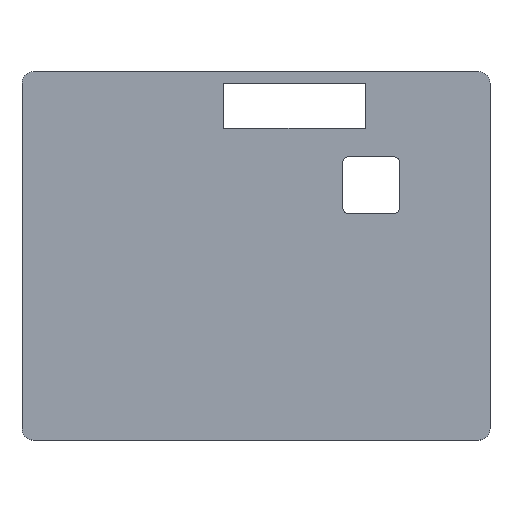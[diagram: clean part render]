
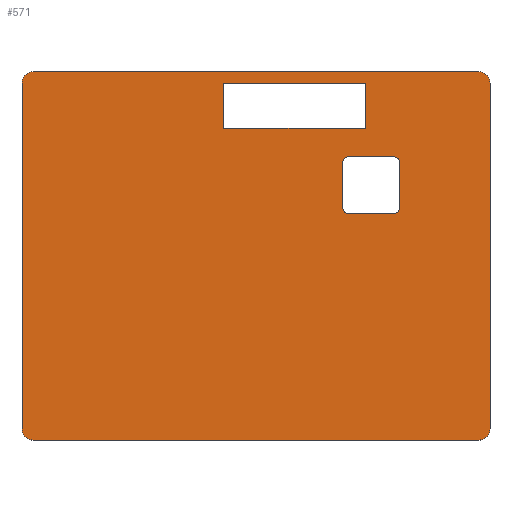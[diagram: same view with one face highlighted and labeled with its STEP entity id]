
A CAD part, top view. The second image highlights one B-rep face of the part: STEP entity #571.
In plain terms, the highlighted planar face has unit normal (0, 0, 1).
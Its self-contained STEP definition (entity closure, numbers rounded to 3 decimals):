
#40=CIRCLE('',#623,1.);
#41=CIRCLE('',#624,1.);
#42=CIRCLE('',#625,1.);
#43=CIRCLE('',#626,1.);
#44=CIRCLE('',#627,0.5);
#45=CIRCLE('',#628,0.5);
#46=CIRCLE('',#629,0.5);
#47=CIRCLE('',#630,0.5);
#76=ORIENTED_EDGE('',*,*,#244,.T.);
#77=ORIENTED_EDGE('',*,*,#245,.T.);
#78=ORIENTED_EDGE('',*,*,#246,.T.);
#79=ORIENTED_EDGE('',*,*,#247,.T.);
#80=ORIENTED_EDGE('',*,*,#248,.T.);
#81=ORIENTED_EDGE('',*,*,#249,.T.);
#82=ORIENTED_EDGE('',*,*,#250,.T.);
#83=ORIENTED_EDGE('',*,*,#251,.T.);
#84=ORIENTED_EDGE('',*,*,#252,.T.);
#85=ORIENTED_EDGE('',*,*,#253,.T.);
#86=ORIENTED_EDGE('',*,*,#254,.T.);
#87=ORIENTED_EDGE('',*,*,#255,.T.);
#88=ORIENTED_EDGE('',*,*,#256,.T.);
#89=ORIENTED_EDGE('',*,*,#257,.T.);
#90=ORIENTED_EDGE('',*,*,#258,.T.);
#91=ORIENTED_EDGE('',*,*,#259,.T.);
#92=ORIENTED_EDGE('',*,*,#260,.T.);
#93=ORIENTED_EDGE('',*,*,#261,.T.);
#94=ORIENTED_EDGE('',*,*,#262,.T.);
#95=ORIENTED_EDGE('',*,*,#263,.T.);
#244=EDGE_CURVE('',#328,#329,#376,.T.);
#245=EDGE_CURVE('',#329,#330,#40,.T.);
#246=EDGE_CURVE('',#330,#331,#377,.T.);
#247=EDGE_CURVE('',#331,#332,#41,.T.);
#248=EDGE_CURVE('',#332,#333,#378,.T.);
#249=EDGE_CURVE('',#333,#334,#42,.T.);
#250=EDGE_CURVE('',#334,#335,#379,.T.);
#251=EDGE_CURVE('',#335,#328,#43,.T.);
#252=EDGE_CURVE('',#336,#337,#380,.T.);
#253=EDGE_CURVE('',#337,#338,#381,.T.);
#254=EDGE_CURVE('',#338,#339,#382,.T.);
#255=EDGE_CURVE('',#339,#336,#383,.T.);
#256=EDGE_CURVE('',#340,#341,#384,.T.);
#257=EDGE_CURVE('',#341,#342,#44,.F.);
#258=EDGE_CURVE('',#342,#343,#385,.T.);
#259=EDGE_CURVE('',#343,#344,#45,.F.);
#260=EDGE_CURVE('',#344,#345,#386,.T.);
#261=EDGE_CURVE('',#345,#346,#46,.F.);
#262=EDGE_CURVE('',#346,#347,#387,.T.);
#263=EDGE_CURVE('',#347,#340,#47,.F.);
#328=VERTEX_POINT('',#881);
#329=VERTEX_POINT('',#882);
#330=VERTEX_POINT('',#884);
#331=VERTEX_POINT('',#886);
#332=VERTEX_POINT('',#888);
#333=VERTEX_POINT('',#890);
#334=VERTEX_POINT('',#892);
#335=VERTEX_POINT('',#894);
#336=VERTEX_POINT('',#897);
#337=VERTEX_POINT('',#898);
#338=VERTEX_POINT('',#900);
#339=VERTEX_POINT('',#902);
#340=VERTEX_POINT('',#905);
#341=VERTEX_POINT('',#906);
#342=VERTEX_POINT('',#908);
#343=VERTEX_POINT('',#910);
#344=VERTEX_POINT('',#912);
#345=VERTEX_POINT('',#914);
#346=VERTEX_POINT('',#916);
#347=VERTEX_POINT('',#918);
#376=LINE('',#880,#436);
#377=LINE('',#885,#437);
#378=LINE('',#889,#438);
#379=LINE('',#893,#439);
#380=LINE('',#896,#440);
#381=LINE('',#899,#441);
#382=LINE('',#901,#442);
#383=LINE('',#903,#443);
#384=LINE('',#904,#444);
#385=LINE('',#909,#445);
#386=LINE('',#913,#446);
#387=LINE('',#917,#447);
#436=VECTOR('',#701,1000.);
#437=VECTOR('',#704,1000.);
#438=VECTOR('',#707,1000.);
#439=VECTOR('',#710,1000.);
#440=VECTOR('',#713,1000.);
#441=VECTOR('',#714,1000.);
#442=VECTOR('',#715,1000.);
#443=VECTOR('',#716,1000.);
#444=VECTOR('',#717,1000.);
#445=VECTOR('',#720,1000.);
#446=VECTOR('',#723,1000.);
#447=VECTOR('',#726,1000.);
#486=EDGE_LOOP('',(#76,#77,#78,#79,#80,#81,#82,#83));
#487=EDGE_LOOP('',(#84,#85,#86,#87));
#488=EDGE_LOOP('',(#88,#89,#90,#91,#92,#93,#94,#95));
#520=FACE_BOUND('',#486,.T.);
#521=FACE_BOUND('',#487,.T.);
#522=FACE_BOUND('',#488,.T.);
#553=PLANE('',#622);
#571=ADVANCED_FACE('',(#520,#521,#522),#553,.T.);
#622=AXIS2_PLACEMENT_3D('',#879,#699,#700);
#623=AXIS2_PLACEMENT_3D('',#883,#702,#703);
#624=AXIS2_PLACEMENT_3D('',#887,#705,#706);
#625=AXIS2_PLACEMENT_3D('',#891,#708,#709);
#626=AXIS2_PLACEMENT_3D('',#895,#711,#712);
#627=AXIS2_PLACEMENT_3D('',#907,#718,#719);
#628=AXIS2_PLACEMENT_3D('',#911,#721,#722);
#629=AXIS2_PLACEMENT_3D('',#915,#724,#725);
#630=AXIS2_PLACEMENT_3D('',#919,#727,#728);
#699=DIRECTION('',(0.,0.,1.));
#700=DIRECTION('',(1.,0.,0.));
#701=DIRECTION('',(-1.,0.,0.));
#702=DIRECTION('',(0.,0.,1.));
#703=DIRECTION('',(1.,0.,0.));
#704=DIRECTION('',(0.,-1.,0.));
#705=DIRECTION('',(0.,0.,1.));
#706=DIRECTION('',(1.,0.,0.));
#707=DIRECTION('',(1.,0.,0.));
#708=DIRECTION('',(0.,0.,1.));
#709=DIRECTION('',(1.,0.,0.));
#710=DIRECTION('',(0.,1.,0.));
#711=DIRECTION('',(0.,0.,1.));
#712=DIRECTION('',(1.,0.,0.));
#713=DIRECTION('',(1.,0.,0.));
#714=DIRECTION('',(0.,-1.,0.));
#715=DIRECTION('',(-1.,0.,0.));
#716=DIRECTION('',(0.,1.,0.));
#717=DIRECTION('',(0.,1.,0.));
#718=DIRECTION('',(0.,0.,1.));
#719=DIRECTION('',(1.,0.,0.));
#720=DIRECTION('',(1.,0.,0.));
#721=DIRECTION('',(0.,0.,1.));
#722=DIRECTION('',(1.,0.,0.));
#723=DIRECTION('',(0.,-1.,0.));
#724=DIRECTION('',(0.,0.,1.));
#725=DIRECTION('',(1.,0.,0.));
#726=DIRECTION('',(-1.,0.,0.));
#727=DIRECTION('',(0.,0.,1.));
#728=DIRECTION('',(1.,0.,0.));
#879=CARTESIAN_POINT('',(0.,0.,1.5));
#880=CARTESIAN_POINT('',(20.65,16.25,1.5));
#881=CARTESIAN_POINT('',(19.65,16.25,1.5));
#882=CARTESIAN_POINT('',(-19.65,16.25,1.5));
#883=CARTESIAN_POINT('',(-19.65,15.25,1.5));
#884=CARTESIAN_POINT('',(-20.65,15.25,1.5));
#885=CARTESIAN_POINT('',(-20.65,16.25,1.5));
#886=CARTESIAN_POINT('',(-20.65,-15.25,1.5));
#887=CARTESIAN_POINT('',(-19.65,-15.25,1.5));
#888=CARTESIAN_POINT('',(-19.65,-16.25,1.5));
#889=CARTESIAN_POINT('',(-20.65,-16.25,1.5));
#890=CARTESIAN_POINT('',(19.65,-16.25,1.5));
#891=CARTESIAN_POINT('',(19.65,-15.25,1.5));
#892=CARTESIAN_POINT('',(20.65,-15.25,1.5));
#893=CARTESIAN_POINT('',(20.65,-16.25,1.5));
#894=CARTESIAN_POINT('',(20.65,15.25,1.5));
#895=CARTESIAN_POINT('',(19.65,15.25,1.5));
#896=CARTESIAN_POINT('',(-2.85,15.25,1.5));
#897=CARTESIAN_POINT('',(-2.85,15.25,1.5));
#898=CARTESIAN_POINT('',(9.65,15.25,1.5));
#899=CARTESIAN_POINT('',(9.65,15.25,1.5));
#900=CARTESIAN_POINT('',(9.65,11.25,1.5));
#901=CARTESIAN_POINT('',(9.65,11.25,1.5));
#902=CARTESIAN_POINT('',(-2.85,11.25,1.5));
#903=CARTESIAN_POINT('',(-2.85,11.25,1.5));
#904=CARTESIAN_POINT('',(7.65,3.75,1.5));
#905=CARTESIAN_POINT('',(7.65,4.25,1.5));
#906=CARTESIAN_POINT('',(7.65,8.25,1.5));
#907=CARTESIAN_POINT('',(8.15,8.25,1.5));
#908=CARTESIAN_POINT('',(8.15,8.75,1.5));
#909=CARTESIAN_POINT('',(7.65,8.75,1.5));
#910=CARTESIAN_POINT('',(12.15,8.75,1.5));
#911=CARTESIAN_POINT('',(12.15,8.25,1.5));
#912=CARTESIAN_POINT('',(12.65,8.25,1.5));
#913=CARTESIAN_POINT('',(12.65,8.75,1.5));
#914=CARTESIAN_POINT('',(12.65,4.25,1.5));
#915=CARTESIAN_POINT('',(12.15,4.25,1.5));
#916=CARTESIAN_POINT('',(12.15,3.75,1.5));
#917=CARTESIAN_POINT('',(12.65,3.75,1.5));
#918=CARTESIAN_POINT('',(8.15,3.75,1.5));
#919=CARTESIAN_POINT('',(8.15,4.25,1.5));
